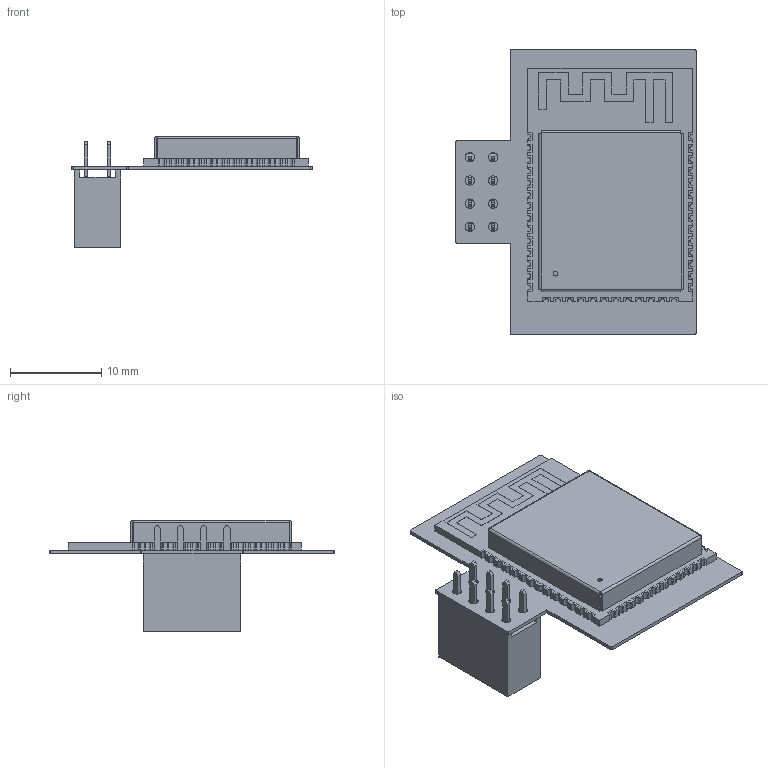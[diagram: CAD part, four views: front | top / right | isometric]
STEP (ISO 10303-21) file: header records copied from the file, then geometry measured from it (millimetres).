
FILE_DESCRIPTION(('Open CASCADE Model'),'2;1');
FILE_NAME('Open CASCADE Shape Model','2025-09-12T21:05:05',('Author'),( 'Open CASCADE'),'Open CASCADE STEP processor 6.8','Open CASCADE 6.8' ,'Unknown');
FILE_SCHEMA(('AUTOMOTIVE_DESIGN { 1 0 10303 214 1 1 1 1 }'));
Length unit declared in the file: millimetre
Products named in the file (8): PCB; Board; C23; 61300821821; 6130xx21821_PIN; X1; 6938169536
Assembly tree (14 placements, depth 4):
  PCB
    Board
    C23
      61300821821
        6130xx21821_PIN  x8
        61300821821
    X1
      6938169536
Bounding box: 26.25 x 31.25 x 12.17 mm (x, y, z)
Volume: 1142.8 mm3; surface area: 4440.8 mm2
Topology: 62 solids, 62 shells, 1166 faces, 3064 edges, 2032 vertices
Faces by surface type: plane 1070, cylinder 80, extrusion 16
Full cylindrical faces by diameter (mm): 1.02 x8
Entity records: 31266 total; most frequent: CARTESIAN_POINT 5327, ORIENTED_EDGE 5162, DIRECTION 4719, EDGE_CURVE 2581, VECTOR 2447, LINE 2445, VERTEX_POINT 1710, AXIS2_PLACEMENT_3D 1136
